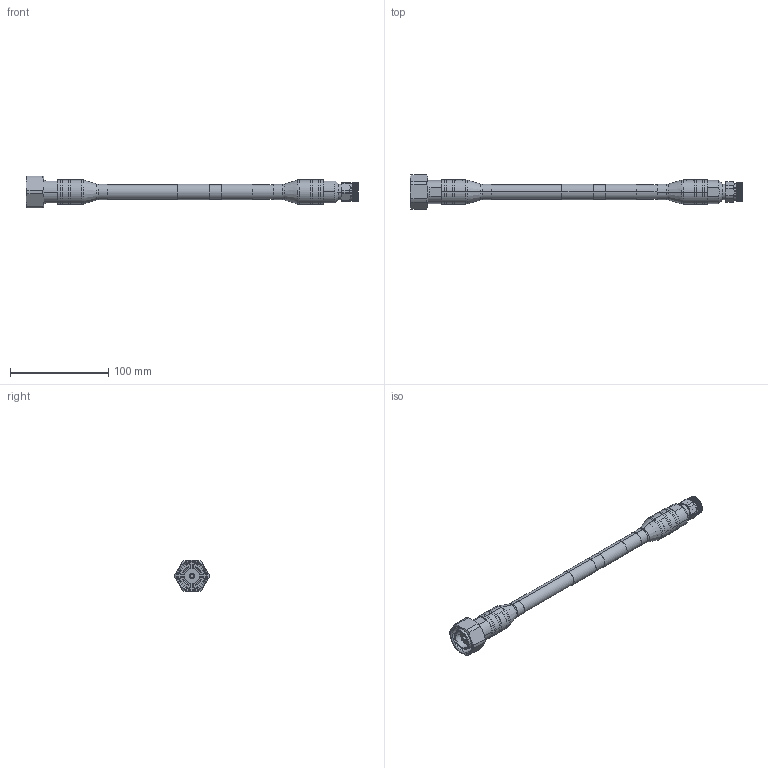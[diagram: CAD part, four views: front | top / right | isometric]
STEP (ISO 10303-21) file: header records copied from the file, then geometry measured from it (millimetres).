
FILE_DESCRIPTION (( 'STEP AP214' ), '1' );
FILE_NAME ('FMCA100130_3D.step', '2024-08-16T20:05:25', ( '' ), ( '' ), 'SwSTEP 2.0', 'SolidWorks 2022', '' );
FILE_SCHEMA (( 'AUTOMOTIVE_DESIGN' ));
Length unit declared in the file: inch
Products named in the file (5): TCP-600-716MC-LP; Heat Shrink^FMCA100130_1" Long; FMCA100130_3D; TCOM-600-FR^FMCA100130_LABEL+PE PIM; TCP-600-NMC-LP
Assembly tree (5 placements, depth 2):
  FMCA100130_3D
    TCOM-600-FR^FMCA100130_LABEL+PE PIM
    TCP-600-716MC-LP
    TCP-600-NMC-LP
    Heat Shrink^FMCA100130_1" Long  x2
Bounding box: 337.28 x 34.8 x 31.77 mm (x, y, z)
Volume: 91613.1 mm3; surface area: 43941.2 mm2
Topology: 5 solids, 5 shells, 1111 faces, 2869 edges, 1802 vertices
Faces by surface type: bspline 500, cylinder 423, cone 86, plane 69, torus 33
Entity records: 79730 total; most frequent: CARTESIAN_POINT 58015, ORIENTED_EDGE 5646, EDGE_CURVE 2823, DIRECTION 2517, B_SPLINE_CURVE_WITH_KNOTS 2048, VERTEX_POINT 1778, AXIS2_PLACEMENT_3D 1145, EDGE_LOOP 1127
